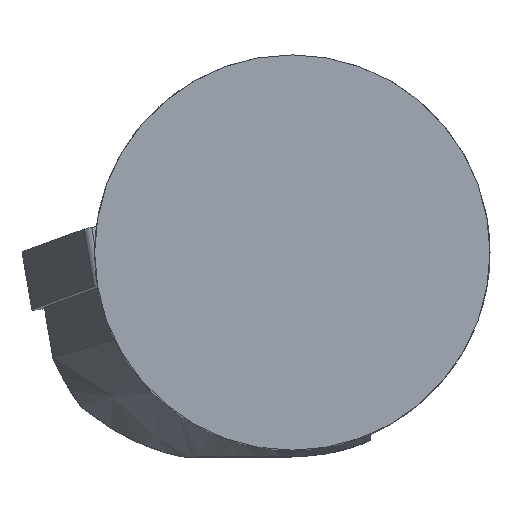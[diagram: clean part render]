
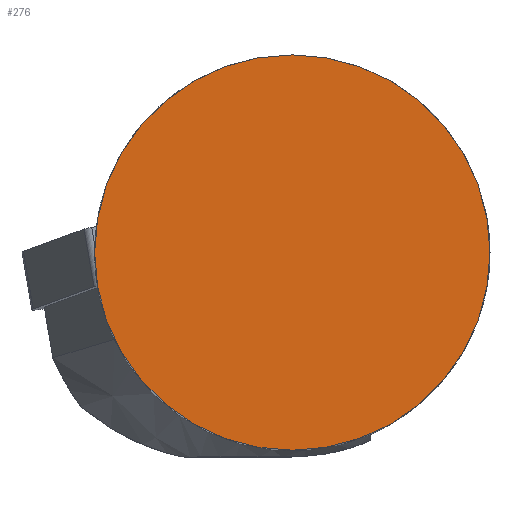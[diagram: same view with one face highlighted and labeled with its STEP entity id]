
A CAD part, top view. The second image highlights one B-rep face of the part: STEP entity #276.
In plain terms, the highlighted face is planar.
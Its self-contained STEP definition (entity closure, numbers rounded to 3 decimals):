
#150=PLANE('',#1554);
#208=FACE_OUTER_BOUND('',#400,.T.);
#276=ADVANCED_FACE('',(#208),#150,.T.);
#400=EDGE_LOOP('',(#966));
#578=CIRCLE('',#1458,16.);
#966=ORIENTED_EDGE('',*,*,#1163,.F.);
#1035=VERTEX_POINT('',#2010);
#1163=EDGE_CURVE('',#1035,#1035,#578,.T.);
#1458=AXIS2_PLACEMENT_3D('',#2009,#1609,#1610);
#1554=AXIS2_PLACEMENT_3D('',#2859,#1861,#1862);
#1609=DIRECTION('',(0.,0.,1.));
#1610=DIRECTION('',(-1.,0.,0.));
#1861=DIRECTION('',(0.,0.,-1.));
#1862=DIRECTION('',(-1.,0.,0.));
#2009=CARTESIAN_POINT('',(0.,0.,0.));
#2010=CARTESIAN_POINT('',(-16.,0.,0.));
#2859=CARTESIAN_POINT('',(0.,0.,0.));
